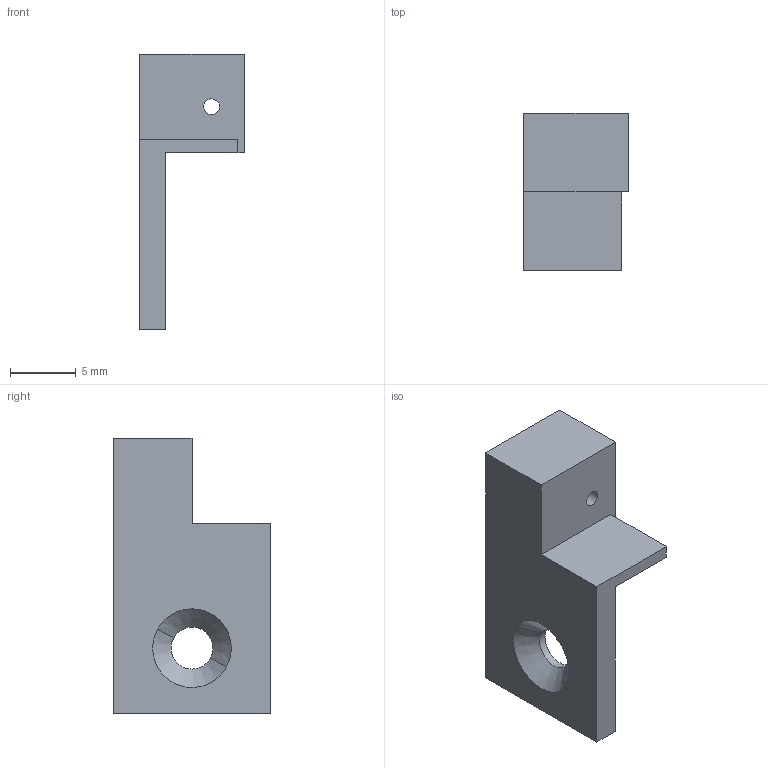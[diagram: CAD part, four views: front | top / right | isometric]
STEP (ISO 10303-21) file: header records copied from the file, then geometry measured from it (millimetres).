
FILE_DESCRIPTION(('CATIA V5 STEP Exchange'),'2;1');
FILE_NAME('4539346001_CMP_000_C.stp','2014-05-12T11:19:05+00:00',('none'),('none'),'CATIA Version 5 Release 20 SP 5 (IN-10)','CATIA V5 STEP AP214','none');
FILE_SCHEMA(('AUTOMOTIVE_DESIGN { 1 0 10303 214 1 1 1 1 }'));
Length unit declared in the file: millimetre
Products named in the file (1): 4539346001_CMP_000_C-'Seilanker'
Bounding box: 8 x 12 x 21 mm (x, y, z)
Volume: 686.8 mm3; surface area: 804.1 mm2
Topology: 1 solids, 1 shells, 19 faces, 47 edges, 30 vertices
Faces by surface type: plane 11, cone 4, cylinder 4
Entity records: 559 total; most frequent: ORIENTED_EDGE 94, CARTESIAN_POINT 93, DIRECTION 77, EDGE_CURVE 47, VECTOR 35, LINE 35, VERTEX_POINT 30, AXIS2_PLACEMENT_3D 28
